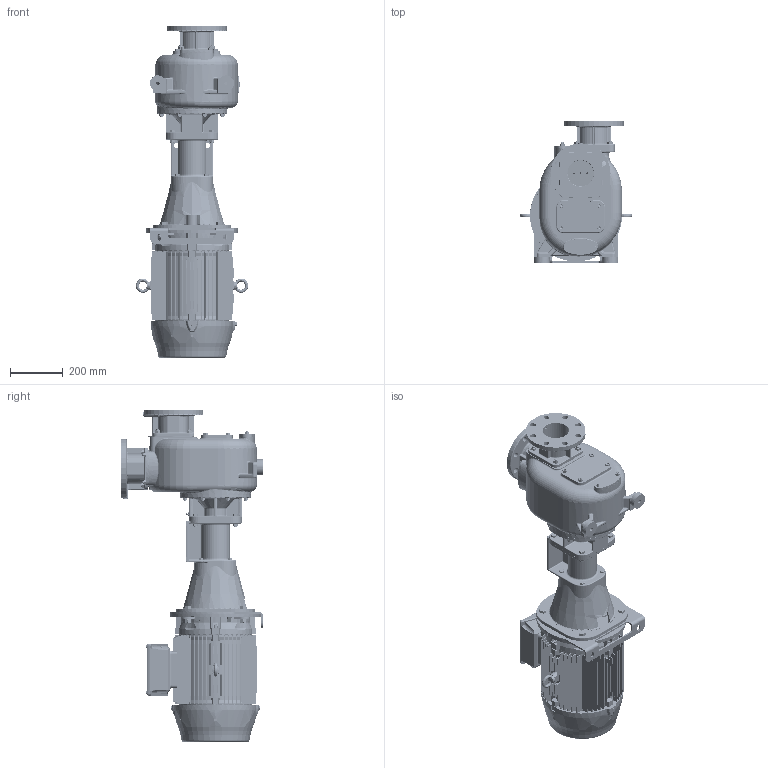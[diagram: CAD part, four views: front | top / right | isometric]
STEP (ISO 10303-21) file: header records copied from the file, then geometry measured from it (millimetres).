
FILE_DESCRIPTION((''),'2;1');
FILE_NAME('S100_BBT_F__SW0001','2015-10-07T',('Nicola'),(''),'CREO PARAMETRIC BY PTC INC, 2015200','CREO PARAMETRIC BY PTC INC, 2015200','');
FILE_SCHEMA(('CONFIG_CONTROL_DESIGN'));
Products named in the file (1): S100_BBT_F__SW0001
Bounding box: 427.66 x 539 x 1264.75 mm (x, y, z)
Volume: 50065006 mm3; surface area: 3999744.9 mm2
Topology: 3 solids, 7 shells, 5097 faces, 12641 edges, 7757 vertices
Faces by surface type: plane 1693, cylinder 1407, cone 1043, bspline 536, torus 297, sphere 101, extrusion 20
Entity records: 259931 total; most frequent: CARTESIAN_POINT 143884, ORIENTED_EDGE 25098, DIRECTION 23266, EDGE_CURVE 12549, AXIS2_PLACEMENT_3D 9362, VERTEX_POINT 7757, EDGE_LOOP 5510, FACE_OUTER_BOUND 5097
